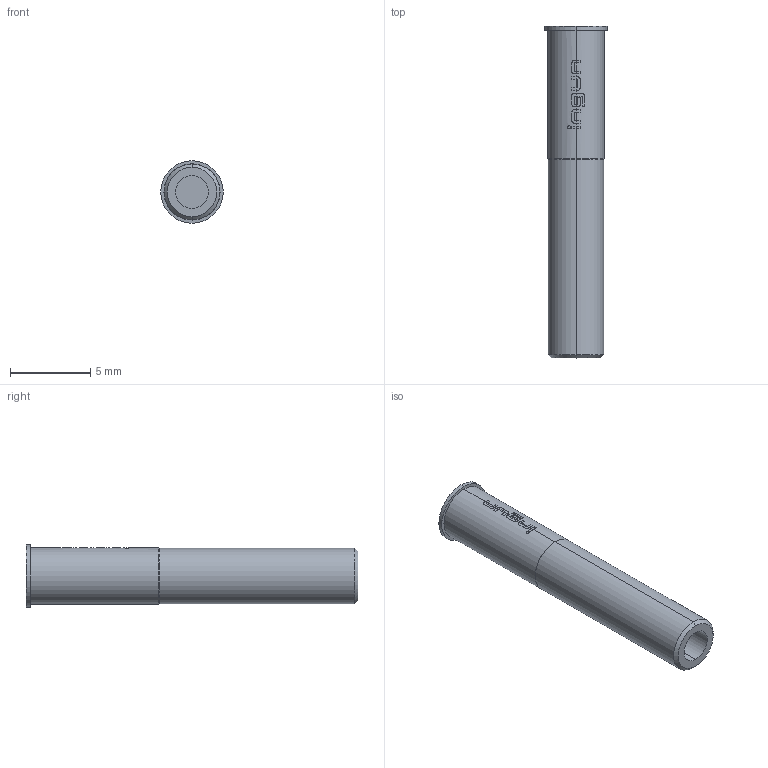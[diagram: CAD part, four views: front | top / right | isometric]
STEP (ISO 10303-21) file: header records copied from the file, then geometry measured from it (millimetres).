
FILE_DESCRIPTION (( 'STEP AP203' ), '1' );
FILE_NAME ('INGUN_KS-500_M2.5.STEP', '2021-10-21T14:10:54', ( 'ochi' ), ( '' ), 'SwSTEP 2.0', 'SolidWorks 2018', '' );
FILE_SCHEMA (( 'CONFIG_CONTROL_DESIGN' ));
Length unit declared in the file: millimetre
Products named in the file (1): INGUN_KS-500_M2.5
Bounding box: 3.9 x 20.7 x 3.9 mm (x, y, z)
Volume: 189.3 mm3; surface area: 267.2 mm2
Topology: 1 solids, 1 shells, 97 faces, 270 edges, 178 vertices
Faces by surface type: plane 44, cylinder 27, bspline 22, cone 4
Entity records: 3489 total; most frequent: CARTESIAN_POINT 1066, ORIENTED_EDGE 540, DIRECTION 430, EDGE_CURVE 270, VERTEX_POINT 178, AXIS2_PLACEMENT_3D 170, EDGE_LOOP 100, ADVANCED_FACE 97
